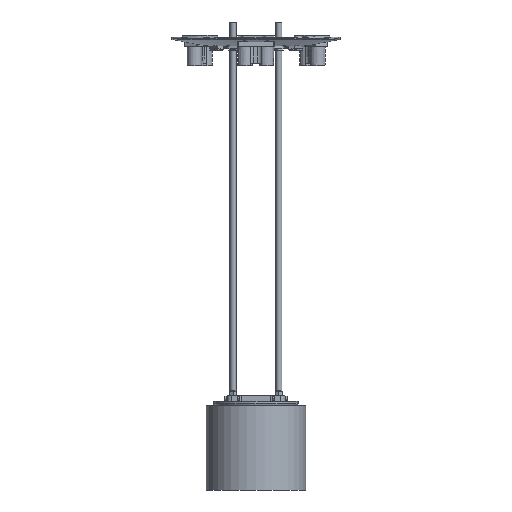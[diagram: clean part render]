
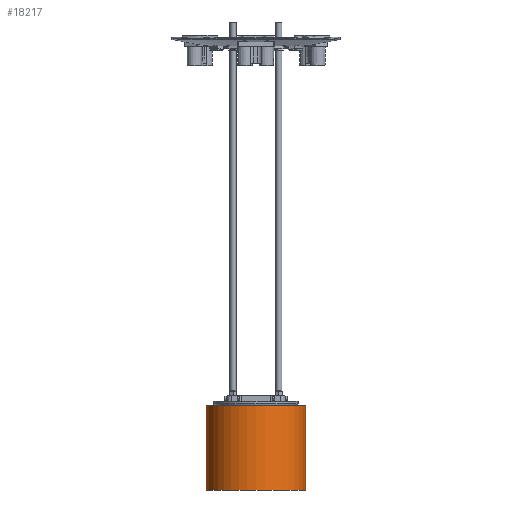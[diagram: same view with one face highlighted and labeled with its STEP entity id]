
A CAD part, front view. The second image highlights one B-rep face of the part: STEP entity #18217.
In plain terms, the highlighted cylindrical face has radius 65 mm (diameter 130 mm), a full revolution.
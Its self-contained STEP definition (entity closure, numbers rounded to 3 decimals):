
#1280=CYLINDRICAL_SURFACE('',#20027,65.);
#4597=FACE_BOUND('',#6795,.T.);
#5507=FACE_OUTER_BOUND('',#6794,.T.);
#6794=EDGE_LOOP('',(#16377));
#6795=EDGE_LOOP('',(#16378));
#7753=CIRCLE('',#20028,65.);
#7754=CIRCLE('',#20029,65.);
#9343=VERTEX_POINT('',#31653);
#9344=VERTEX_POINT('',#31655);
#11729=EDGE_CURVE('',#9343,#9343,#7753,.T.);
#11730=EDGE_CURVE('',#9344,#9344,#7754,.T.);
#16377=ORIENTED_EDGE('',*,*,#11729,.F.);
#16378=ORIENTED_EDGE('',*,*,#11730,.F.);
#18217=ADVANCED_FACE('',(#5507,#4597),#1280,.T.);
#20027=AXIS2_PLACEMENT_3D('',#31652,#24902,#24903);
#20028=AXIS2_PLACEMENT_3D('',#31654,#24904,#24905);
#20029=AXIS2_PLACEMENT_3D('',#31656,#24906,#24907);
#24902=DIRECTION('center_axis',(0.,0.,-1.));
#24903=DIRECTION('ref_axis',(0.,1.,0.));
#24904=DIRECTION('center_axis',(0.,0.,1.));
#24905=DIRECTION('ref_axis',(0.,1.,0.));
#24906=DIRECTION('center_axis',(0.,0.,-1.));
#24907=DIRECTION('ref_axis',(0.,1.,0.));
#31652=CARTESIAN_POINT('Origin',(0.,0.,-55.));
#31653=CARTESIAN_POINT('',(0.,65.,0.));
#31654=CARTESIAN_POINT('Origin',(0.,0.,0.));
#31655=CARTESIAN_POINT('',(0.,65.,-110.));
#31656=CARTESIAN_POINT('Origin',(0.,0.,-110.));
